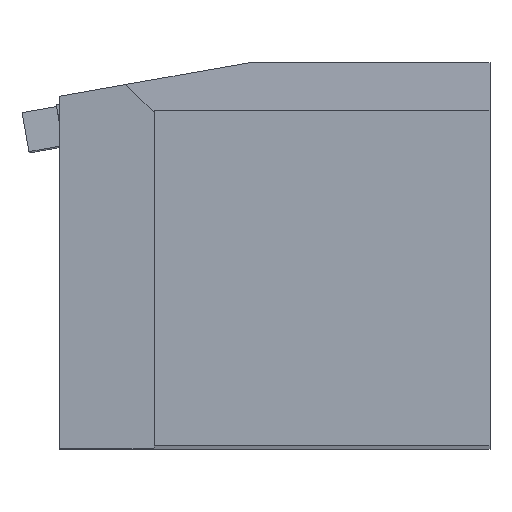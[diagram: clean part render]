
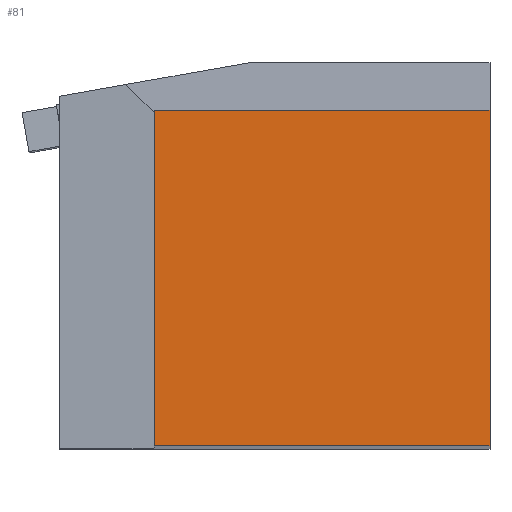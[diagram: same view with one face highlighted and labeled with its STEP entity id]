
A CAD part, top view. The second image highlights one B-rep face of the part: STEP entity #81.
In plain terms, the highlighted planar face has unit normal (0, 0, 1).
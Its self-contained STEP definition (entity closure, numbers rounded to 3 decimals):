
#81=ADVANCED_FACE('',(#147),#114,.F.);
#114=PLANE('',#694);
#147=FACE_OUTER_BOUND('',#180,.T.);
#180=EDGE_LOOP('',(#322,#323,#324,#325));
#322=ORIENTED_EDGE('',*,*,#467,.F.);
#323=ORIENTED_EDGE('',*,*,#468,.F.);
#324=ORIENTED_EDGE('',*,*,#469,.T.);
#325=ORIENTED_EDGE('',*,*,#470,.T.);
#391=VERTEX_POINT('',#999);
#392=VERTEX_POINT('',#1000);
#393=VERTEX_POINT('',#1002);
#394=VERTEX_POINT('',#1004);
#467=EDGE_CURVE('',#391,#392,#547,.T.);
#468=EDGE_CURVE('',#393,#391,#548,.T.);
#469=EDGE_CURVE('',#393,#394,#549,.T.);
#470=EDGE_CURVE('',#394,#392,#550,.T.);
#547=LINE('',#998,#627);
#548=LINE('',#1001,#628);
#549=LINE('',#1003,#629);
#550=LINE('',#1005,#630);
#627=VECTOR('',#830,1.);
#628=VECTOR('',#831,1.);
#629=VECTOR('',#832,1.);
#630=VECTOR('',#833,1.);
#694=AXIS2_PLACEMENT_3D('',#1006,#834,#835);
#830=DIRECTION('',(-1.,0.,0.));
#831=DIRECTION('',(0.,-1.,0.));
#832=DIRECTION('',(-1.,0.,0.));
#833=DIRECTION('',(0.,-1.,0.));
#834=DIRECTION('',(0.,0.,-1.));
#835=DIRECTION('',(0.,-1.,0.));
#998=CARTESIAN_POINT('',(77.325,-25.4,114.));
#999=CARTESIAN_POINT('',(12.7,-25.4,114.));
#1000=CARTESIAN_POINT('',(-12.7,-25.4,114.));
#1001=CARTESIAN_POINT('',(12.7,99.975,114.));
#1002=CARTESIAN_POINT('',(12.7,0.,114.));
#1003=CARTESIAN_POINT('',(77.325,0.,114.));
#1004=CARTESIAN_POINT('',(-12.7,0.,114.));
#1005=CARTESIAN_POINT('',(-12.7,99.975,114.));
#1006=CARTESIAN_POINT('',(77.325,-25.4,114.));
